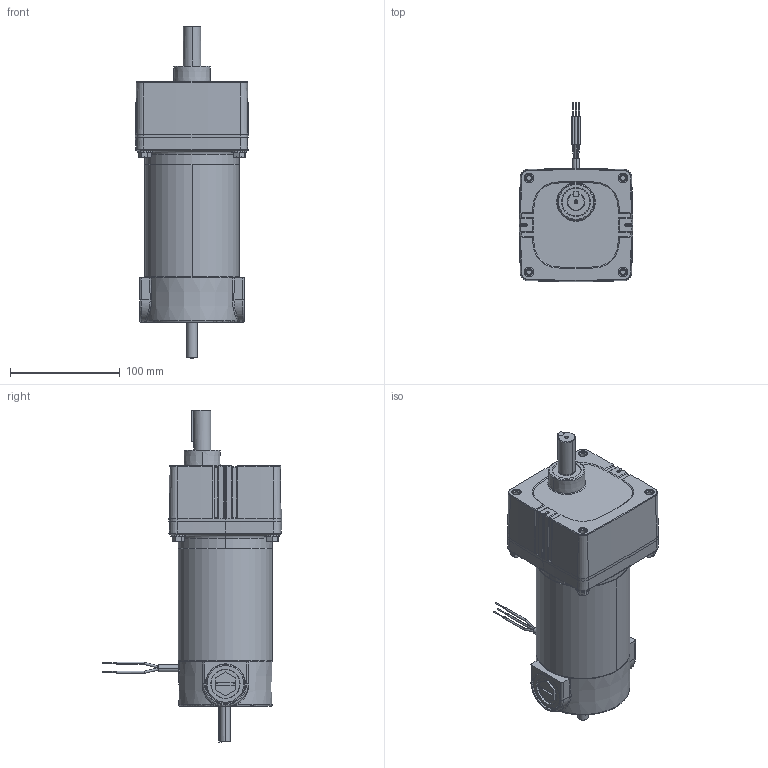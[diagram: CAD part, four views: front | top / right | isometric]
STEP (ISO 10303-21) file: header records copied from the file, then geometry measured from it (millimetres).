
FILE_DESCRIPTION (( 'STEP AP203' ), '1' );
FILE_NAME ('INFM0210.STEP', '2018-09-28T08:25:12', ( '' ), ( '' ), 'SwSTEP 2.0', 'SolidWorks 2017', '' );
FILE_SCHEMA (( 'CONFIG_CONTROL_DESIGN' ));
Length unit declared in the file: inch
Products named in the file (11): 54606510_54606510; 54101015_54101015; 54100131_54100131; 329AZ002_329AZ002; 54600008_54600008 ; 49301001_49301001; INFM0210; 149AZ004_149AZ004; 135AZ002_135AZ002; 342AZ001_342AZ001; 339AZ001_339AZ001
Assembly tree (15 placements, depth 2):
  INFM0210
    329AZ002_329AZ002
    49301001_49301001  x2
    149AZ004_149AZ004
    135AZ002_135AZ002
    342AZ001_342AZ001
    339AZ001_339AZ001
    54606510_54606510
    54101015_54101015  x4
    54100131_54100131  x2
    54600008_54600008 
Bounding box: 103.12 x 163.47 x 302.64 mm (x, y, z)
Volume: 1283304 mm3; surface area: 187894.7 mm2
Topology: 20 solids, 20 shells, 1451 faces, 3537 edges, 2123 vertices
Faces by surface type: plane 493, cylinder 366, cone 227, bspline 171, torus 153, sphere 41
Entity records: 51464 total; most frequent: CARTESIAN_POINT 24069, ORIENTED_EDGE 5604, DIRECTION 5415, EDGE_CURVE 2802, AXIS2_PLACEMENT_3D 2257, VERTEX_POINT 1714, CIRCLE 1243, EDGE_LOOP 1226
